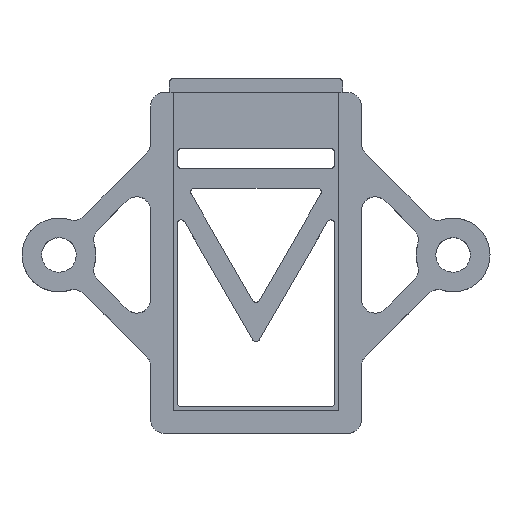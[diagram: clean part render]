
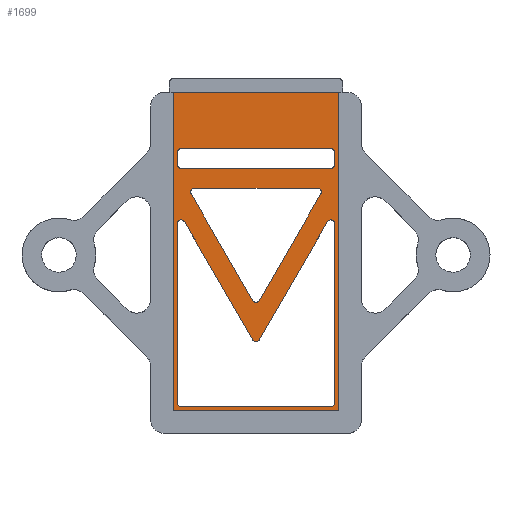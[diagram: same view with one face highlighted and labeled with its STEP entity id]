
A CAD part, top view. The second image highlights one B-rep face of the part: STEP entity #1699.
In plain terms, the highlighted planar face has unit normal (0, 0, 1).
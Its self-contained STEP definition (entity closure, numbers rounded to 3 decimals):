
#30=FACE_BOUND('',#249,.T.);
#31=FACE_BOUND('',#250,.T.);
#32=FACE_BOUND('',#251,.T.);
#67=PLANE('',#1872);
#151=FACE_OUTER_BOUND('',#248,.T.);
#248=EDGE_LOOP('',(#1511,#1512,#1513,#1514));
#249=EDGE_LOOP('',(#1515,#1516,#1517,#1518,#1519,#1520,#1521,#1522,#1523,
#1524));
#250=EDGE_LOOP('',(#1525,#1526,#1527,#1528,#1529,#1530));
#251=EDGE_LOOP('',(#1531,#1532,#1533,#1534,#1535,#1536,#1537,#1538));
#351=LINE('',#2589,#515);
#355=LINE('',#2599,#519);
#358=LINE('',#2607,#522);
#362=LINE('',#2617,#526);
#366=LINE('',#2626,#530);
#369=LINE('',#2635,#533);
#372=LINE('',#2643,#536);
#375=LINE('',#2651,#539);
#378=LINE('',#2659,#542);
#382=LINE('',#2668,#546);
#385=LINE('',#2678,#549);
#387=LINE('',#2684,#551);
#401=LINE('',#2726,#565);
#459=LINE('',#2873,#623);
#461=LINE('',#2877,#625);
#462=LINE('',#2879,#626);
#515=VECTOR('',#2045,10.);
#519=VECTOR('',#2055,10.);
#522=VECTOR('',#2064,10.);
#526=VECTOR('',#2074,10.);
#530=VECTOR('',#2084,10.);
#533=VECTOR('',#2093,10.);
#536=VECTOR('',#2102,10.);
#539=VECTOR('',#2111,10.);
#542=VECTOR('',#2120,10.);
#546=VECTOR('',#2130,10.);
#549=VECTOR('',#2143,10.);
#551=VECTOR('',#2151,10.);
#565=VECTOR('',#2197,10.);
#623=VECTOR('',#2359,10.);
#625=VECTOR('',#2363,10.);
#626=VECTOR('',#2366,10.);
#637=CIRCLE('',#1769,0.4);
#638=CIRCLE('',#1772,0.4);
#639=CIRCLE('',#1775,0.4);
#640=CIRCLE('',#1778,0.4);
#641=CIRCLE('',#1781,0.4);
#642=CIRCLE('',#1784,0.4);
#643=CIRCLE('',#1787,0.4);
#644=CIRCLE('',#1790,0.4);
#645=CIRCLE('',#1793,0.4);
#646=CIRCLE('',#1796,0.4);
#647=CIRCLE('',#1798,0.4);
#648=CIRCLE('',#1801,0.4);
#763=VERTEX_POINT('',#2586);
#764=VERTEX_POINT('',#2588);
#765=VERTEX_POINT('',#2592);
#766=VERTEX_POINT('',#2593);
#767=VERTEX_POINT('',#2598);
#768=VERTEX_POINT('',#2602);
#769=VERTEX_POINT('',#2606);
#770=VERTEX_POINT('',#2610);
#771=VERTEX_POINT('',#2611);
#772=VERTEX_POINT('',#2616);
#773=VERTEX_POINT('',#2620);
#774=VERTEX_POINT('',#2621);
#775=VERTEX_POINT('',#2628);
#776=VERTEX_POINT('',#2629);
#777=VERTEX_POINT('',#2634);
#778=VERTEX_POINT('',#2638);
#779=VERTEX_POINT('',#2642);
#780=VERTEX_POINT('',#2646);
#781=VERTEX_POINT('',#2650);
#782=VERTEX_POINT('',#2654);
#783=VERTEX_POINT('',#2658);
#784=VERTEX_POINT('',#2662);
#785=VERTEX_POINT('',#2663);
#786=VERTEX_POINT('',#2670);
#787=VERTEX_POINT('',#2674);
#788=VERTEX_POINT('',#2680);
#800=VERTEX_POINT('',#2725);
#838=VERTEX_POINT('',#2875);
#933=EDGE_CURVE('',#764,#763,#351,.T.);
#935=EDGE_CURVE('',#765,#766,#637,.T.);
#938=EDGE_CURVE('',#767,#766,#355,.T.);
#940=EDGE_CURVE('',#767,#768,#638,.T.);
#942=EDGE_CURVE('',#769,#768,#358,.T.);
#944=EDGE_CURVE('',#770,#771,#639,.T.);
#947=EDGE_CURVE('',#772,#771,#362,.T.);
#949=EDGE_CURVE('',#773,#774,#640,.T.);
#952=EDGE_CURVE('',#770,#774,#366,.T.);
#953=EDGE_CURVE('',#775,#776,#641,.T.);
#956=EDGE_CURVE('',#777,#776,#369,.T.);
#958=EDGE_CURVE('',#772,#778,#642,.T.);
#960=EDGE_CURVE('',#779,#778,#372,.T.);
#962=EDGE_CURVE('',#777,#780,#643,.T.);
#964=EDGE_CURVE('',#781,#780,#375,.T.);
#966=EDGE_CURVE('',#769,#782,#644,.T.);
#968=EDGE_CURVE('',#783,#782,#378,.T.);
#970=EDGE_CURVE('',#784,#785,#645,.T.);
#973=EDGE_CURVE('',#773,#785,#382,.T.);
#974=EDGE_CURVE('',#779,#786,#646,.T.);
#976=EDGE_CURVE('',#781,#787,#647,.T.);
#978=EDGE_CURVE('',#775,#787,#385,.T.);
#979=EDGE_CURVE('',#783,#788,#648,.T.);
#981=EDGE_CURVE('',#765,#788,#387,.T.);
#1002=EDGE_CURVE('',#764,#800,#401,.T.);
#1079=EDGE_CURVE('',#784,#786,#459,.T.);
#1081=EDGE_CURVE('',#763,#838,#461,.F.);
#1082=EDGE_CURVE('',#838,#800,#462,.T.);
#1511=ORIENTED_EDGE('',*,*,#1002,.F.);
#1512=ORIENTED_EDGE('',*,*,#933,.T.);
#1513=ORIENTED_EDGE('',*,*,#1081,.T.);
#1514=ORIENTED_EDGE('',*,*,#1082,.T.);
#1515=ORIENTED_EDGE('',*,*,#974,.F.);
#1516=ORIENTED_EDGE('',*,*,#960,.T.);
#1517=ORIENTED_EDGE('',*,*,#958,.F.);
#1518=ORIENTED_EDGE('',*,*,#947,.T.);
#1519=ORIENTED_EDGE('',*,*,#944,.F.);
#1520=ORIENTED_EDGE('',*,*,#952,.T.);
#1521=ORIENTED_EDGE('',*,*,#949,.F.);
#1522=ORIENTED_EDGE('',*,*,#973,.T.);
#1523=ORIENTED_EDGE('',*,*,#970,.F.);
#1524=ORIENTED_EDGE('',*,*,#1079,.T.);
#1525=ORIENTED_EDGE('',*,*,#964,.T.);
#1526=ORIENTED_EDGE('',*,*,#962,.F.);
#1527=ORIENTED_EDGE('',*,*,#956,.T.);
#1528=ORIENTED_EDGE('',*,*,#953,.F.);
#1529=ORIENTED_EDGE('',*,*,#978,.T.);
#1530=ORIENTED_EDGE('',*,*,#976,.F.);
#1531=ORIENTED_EDGE('',*,*,#968,.T.);
#1532=ORIENTED_EDGE('',*,*,#966,.F.);
#1533=ORIENTED_EDGE('',*,*,#942,.T.);
#1534=ORIENTED_EDGE('',*,*,#940,.F.);
#1535=ORIENTED_EDGE('',*,*,#938,.T.);
#1536=ORIENTED_EDGE('',*,*,#935,.F.);
#1537=ORIENTED_EDGE('',*,*,#981,.T.);
#1538=ORIENTED_EDGE('',*,*,#979,.F.);
#1699=ADVANCED_FACE('',(#151,#30,#31,#32),#67,.F.);
#1769=AXIS2_PLACEMENT_3D('',#2594,#2049,#2050);
#1772=AXIS2_PLACEMENT_3D('',#2603,#2059,#2060);
#1775=AXIS2_PLACEMENT_3D('',#2612,#2068,#2069);
#1778=AXIS2_PLACEMENT_3D('',#2622,#2078,#2079);
#1781=AXIS2_PLACEMENT_3D('',#2630,#2087,#2088);
#1784=AXIS2_PLACEMENT_3D('',#2639,#2097,#2098);
#1787=AXIS2_PLACEMENT_3D('',#2647,#2106,#2107);
#1790=AXIS2_PLACEMENT_3D('',#2655,#2115,#2116);
#1793=AXIS2_PLACEMENT_3D('',#2664,#2124,#2125);
#1796=AXIS2_PLACEMENT_3D('',#2671,#2133,#2134);
#1798=AXIS2_PLACEMENT_3D('',#2675,#2138,#2139);
#1801=AXIS2_PLACEMENT_3D('',#2681,#2146,#2147);
#1872=AXIS2_PLACEMENT_3D('',#2878,#2364,#2365);
#2045=DIRECTION('',(0.,-1.,0.));
#2049=DIRECTION('center_axis',(0.,0.,1.));
#2050=DIRECTION('ref_axis',(-0.707,-0.707,0.));
#2055=DIRECTION('',(-1.,0.,0.));
#2059=DIRECTION('center_axis',(0.,0.,1.));
#2060=DIRECTION('ref_axis',(0.707,-0.707,0.));
#2064=DIRECTION('',(0.,-1.,0.));
#2068=DIRECTION('center_axis',(0.,0.,1.));
#2069=DIRECTION('ref_axis',(0.707,-0.707,0.));
#2074=DIRECTION('',(0.,-1.,0.));
#2078=DIRECTION('center_axis',(0.,0.,1.));
#2079=DIRECTION('ref_axis',(-0.707,-0.707,0.));
#2084=DIRECTION('',(-1.,0.,0.));
#2087=DIRECTION('center_axis',(0.,0.,1.));
#2088=DIRECTION('ref_axis',(0.,-1.,0.));
#2093=DIRECTION('',(-0.5,-0.866,0.));
#2097=DIRECTION('center_axis',(0.,0.,1.));
#2098=DIRECTION('ref_axis',(0.259,0.966,0.));
#2102=DIRECTION('',(0.5,0.866,0.));
#2106=DIRECTION('center_axis',(0.,0.,1.));
#2107=DIRECTION('ref_axis',(0.866,0.5,0.));
#2111=DIRECTION('',(1.,0.,0.));
#2115=DIRECTION('center_axis',(0.,0.,1.));
#2116=DIRECTION('ref_axis',(0.707,0.707,0.));
#2120=DIRECTION('',(1.,0.,0.));
#2124=DIRECTION('center_axis',(0.,0.,1.));
#2125=DIRECTION('ref_axis',(-0.259,0.966,0.));
#2130=DIRECTION('',(0.,1.,0.));
#2133=DIRECTION('center_axis',(0.,0.,-1.));
#2134=DIRECTION('ref_axis',(0.,-1.,0.));
#2138=DIRECTION('center_axis',(0.,0.,1.));
#2139=DIRECTION('ref_axis',(-0.866,0.5,0.));
#2143=DIRECTION('',(-0.5,0.866,0.));
#2146=DIRECTION('center_axis',(0.,0.,1.));
#2147=DIRECTION('ref_axis',(-0.707,0.707,0.));
#2151=DIRECTION('',(0.,1.,0.));
#2197=DIRECTION('',(1.,0.,0.));
#2359=DIRECTION('',(0.5,-0.866,0.));
#2363=DIRECTION('',(-1.,0.,0.));
#2364=DIRECTION('center_axis',(0.,0.,-1.));
#2365=DIRECTION('ref_axis',(-1.,0.,0.));
#2366=DIRECTION('',(0.,1.,0.));
#2586=CARTESIAN_POINT('',(-0.3,-31.4,-0.3));
#2588=CARTESIAN_POINT('',(-0.3,1.7,-0.3));
#2589=CARTESIAN_POINT('',(-0.3,0.,-0.3));
#2592=CARTESIAN_POINT('',(1.,-5.6,-0.3));
#2593=CARTESIAN_POINT('',(1.4,-6.,-0.3));
#2594=CARTESIAN_POINT('Origin',(1.4,-5.6,-0.3));
#2598=CARTESIAN_POINT('',(16.6,-6.,-0.3));
#2599=CARTESIAN_POINT('',(17.65,-6.,-0.3));
#2602=CARTESIAN_POINT('',(17.,-5.6,-0.3));
#2603=CARTESIAN_POINT('Origin',(16.6,-5.6,-0.3));
#2606=CARTESIAN_POINT('',(17.,-4.4,-0.3));
#2607=CARTESIAN_POINT('',(17.,-2.,-0.3));
#2610=CARTESIAN_POINT('',(16.6,-30.2,-0.3));
#2611=CARTESIAN_POINT('',(17.,-29.8,-0.3));
#2612=CARTESIAN_POINT('Origin',(16.6,-29.8,-0.3));
#2616=CARTESIAN_POINT('',(17.,-11.636,-0.3));
#2617=CARTESIAN_POINT('',(17.,-5.072,-0.3));
#2620=CARTESIAN_POINT('',(1.,-29.8,-0.3));
#2621=CARTESIAN_POINT('',(1.4,-30.2,-0.3));
#2622=CARTESIAN_POINT('Origin',(1.4,-29.8,-0.3));
#2626=CARTESIAN_POINT('',(17.65,-30.2,-0.3));
#2628=CARTESIAN_POINT('',(8.654,-19.4,-0.3));
#2629=CARTESIAN_POINT('',(9.346,-19.4,-0.3));
#2630=CARTESIAN_POINT('Origin',(9.,-19.2,-0.3));
#2634=CARTESIAN_POINT('',(15.582,-8.6,-0.3));
#2635=CARTESIAN_POINT('',(17.957,-4.486,-0.3));
#2638=CARTESIAN_POINT('',(16.254,-11.436,-0.3));
#2639=CARTESIAN_POINT('Origin',(16.6,-11.636,-0.3));
#2642=CARTESIAN_POINT('',(9.346,-23.4,-0.3));
#2643=CARTESIAN_POINT('',(15.359,-12.986,-0.3));
#2646=CARTESIAN_POINT('',(15.235,-8.,-0.3));
#2647=CARTESIAN_POINT('Origin',(15.235,-8.4,-0.3));
#2650=CARTESIAN_POINT('',(2.765,-8.,-0.3));
#2651=CARTESIAN_POINT('',(10.186,-8.,-0.3));
#2654=CARTESIAN_POINT('',(16.6,-4.,-0.3));
#2655=CARTESIAN_POINT('Origin',(16.6,-4.4,-0.3));
#2658=CARTESIAN_POINT('',(1.4,-4.,-0.3));
#2659=CARTESIAN_POINT('',(9.65,-4.,-0.3));
#2662=CARTESIAN_POINT('',(1.746,-11.436,-0.3));
#2663=CARTESIAN_POINT('',(1.,-11.636,-0.3));
#2664=CARTESIAN_POINT('Origin',(1.4,-11.636,-0.3));
#2668=CARTESIAN_POINT('',(1.,-15.1,-0.3));
#2670=CARTESIAN_POINT('',(8.654,-23.4,-0.3));
#2671=CARTESIAN_POINT('Origin',(9.,-23.2,-0.3));
#2674=CARTESIAN_POINT('',(2.418,-8.6,-0.3));
#2675=CARTESIAN_POINT('Origin',(2.765,-8.4,-0.3));
#2678=CARTESIAN_POINT('',(5.832,-14.514,-0.3));
#2680=CARTESIAN_POINT('',(1.,-4.4,-0.3));
#2681=CARTESIAN_POINT('Origin',(1.4,-4.4,-0.3));
#2684=CARTESIAN_POINT('',(1.,-3.,-0.3));
#2725=CARTESIAN_POINT('',(18.3,1.7,-0.3));
#2726=CARTESIAN_POINT('',(8.3,1.7,-0.3));
#2873=CARTESIAN_POINT('',(0.966,-10.085,-0.3));
#2875=CARTESIAN_POINT('',(18.3,-31.4,-0.3));
#2877=CARTESIAN_POINT('',(4.35,-31.4,-0.3));
#2878=CARTESIAN_POINT('Origin',(18.3,0.,-0.3));
#2879=CARTESIAN_POINT('',(18.3,0.,-0.3));
